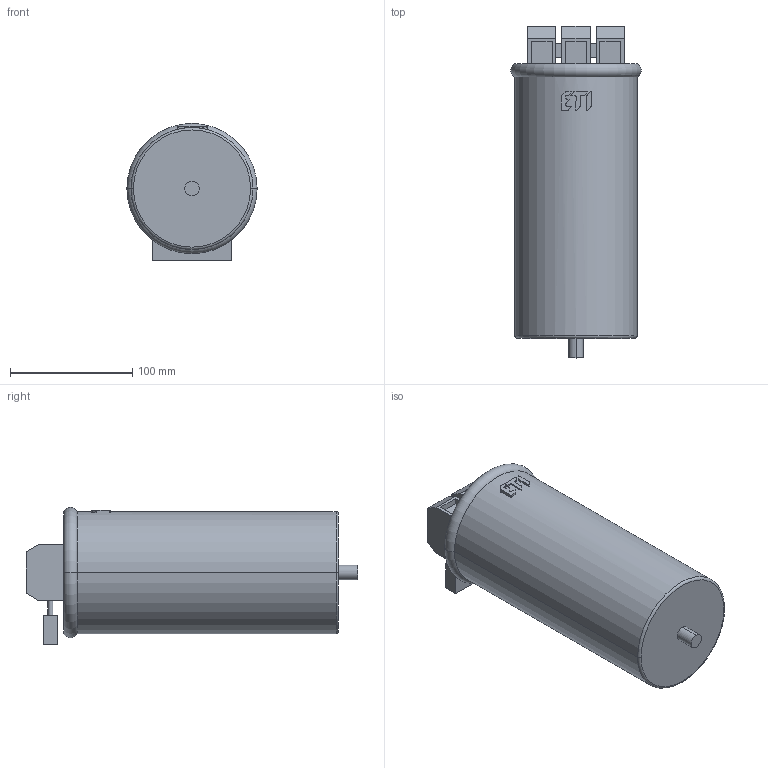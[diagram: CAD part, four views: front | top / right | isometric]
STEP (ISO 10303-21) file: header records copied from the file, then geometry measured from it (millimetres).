
FILE_DESCRIPTION((''),'2;1');
FILE_NAME('LPC_100X225','2017-06-28T',('aljaz.cop'),('Audax d.o.o.'),'CREO PARAMETRIC BY PTC INC, 2015380','CREO PARAMETRIC BY PTC INC, 2015380','');
FILE_SCHEMA(('CONFIG_CONTROL_DESIGN'));
Length unit declared in the file: millimetre
Products named in the file (1): LPC_100X225
Bounding box: 106.67 x 272 x 112.33 mm (x, y, z)
Volume: 1860592.9 mm3; surface area: 112014.6 mm2
Topology: 1 solids, 1 shells, 163 faces, 410 edges, 272 vertices
Faces by surface type: plane 103, extrusion 29, cylinder 27, torus 4
Entity records: 6868 total; most frequent: CARTESIAN_POINT 1387, ORIENTED_EDGE 820, DIRECTION 709, PRESENTATION_STYLE_ASSIGNMENT 428, STYLED_ITEM 411, CURVE_STYLE 410, EDGE_CURVE 410, VECTOR 303
